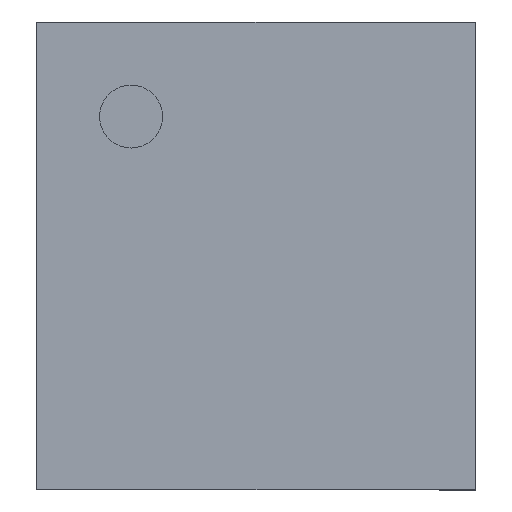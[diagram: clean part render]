
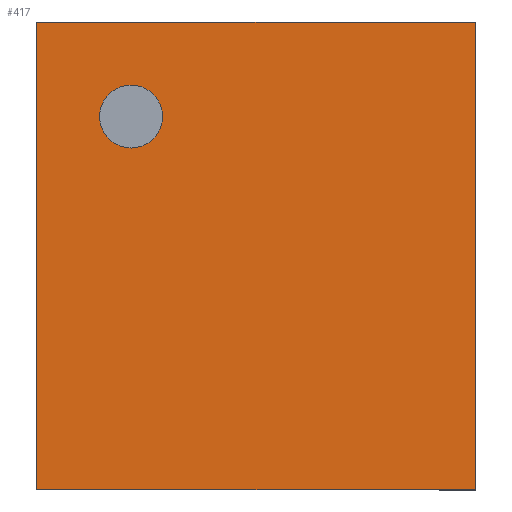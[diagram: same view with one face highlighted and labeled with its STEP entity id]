
A CAD part, top view. The second image highlights one B-rep face of the part: STEP entity #417.
In plain terms, the highlighted planar face has unit normal (0, 0, 1).
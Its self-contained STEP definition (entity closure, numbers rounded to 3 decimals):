
#26=FACE_BOUND('',#124,.T.);
#28=CIRCLE('',#460,0.125);
#88=FACE_OUTER_BOUND('',#123,.T.);
#123=EDGE_LOOP('',(#333,#334,#335,#336));
#124=EDGE_LOOP('',(#337));
#161=LINE('',#692,#187);
#164=LINE('',#698,#190);
#167=LINE('',#704,#193);
#170=LINE('',#708,#196);
#187=VECTOR('',#548,1.);
#190=VECTOR('',#553,1.);
#193=VECTOR('',#558,1.);
#196=VECTOR('',#563,1.);
#207=VERTEX_POINT('',#681);
#210=VERTEX_POINT('',#689);
#211=VERTEX_POINT('',#691);
#213=VERTEX_POINT('',#697);
#215=VERTEX_POINT('',#703);
#250=EDGE_CURVE('',#207,#207,#28,.T.);
#253=EDGE_CURVE('',#211,#210,#161,.T.);
#256=EDGE_CURVE('',#213,#211,#164,.T.);
#259=EDGE_CURVE('',#215,#213,#167,.T.);
#262=EDGE_CURVE('',#210,#215,#170,.T.);
#333=ORIENTED_EDGE('',*,*,#262,.T.);
#334=ORIENTED_EDGE('',*,*,#259,.T.);
#335=ORIENTED_EDGE('',*,*,#256,.T.);
#336=ORIENTED_EDGE('',*,*,#253,.T.);
#337=ORIENTED_EDGE('',*,*,#250,.T.);
#392=PLANE('',#467);
#417=ADVANCED_FACE('',(#88,#26),#392,.T.);
#460=AXIS2_PLACEMENT_3D('',#683,#540,#541);
#467=AXIS2_PLACEMENT_3D('',#710,#566,#567);
#540=DIRECTION('center_axis',(0.,0.,-1.));
#541=DIRECTION('ref_axis',(1.,0.,0.));
#548=DIRECTION('',(0.,-1.,0.));
#553=DIRECTION('',(-1.,0.,0.));
#558=DIRECTION('',(0.,1.,0.));
#563=DIRECTION('',(1.,0.,0.));
#566=DIRECTION('center_axis',(0.,0.,1.));
#567=DIRECTION('ref_axis',(-1.,0.,0.));
#681=CARTESIAN_POINT('',(-0.621,0.553,0.52));
#683=CARTESIAN_POINT('Origin',(-0.496,0.553,0.52));
#689=CARTESIAN_POINT('',(-0.871,-0.928,0.52));
#691=CARTESIAN_POINT('',(-0.871,0.928,0.52));
#692=CARTESIAN_POINT('',(-0.871,-0.928,0.52));
#697=CARTESIAN_POINT('',(0.871,0.928,0.52));
#698=CARTESIAN_POINT('',(-0.871,0.928,0.52));
#703=CARTESIAN_POINT('',(0.87,-0.928,0.52));
#704=CARTESIAN_POINT('',(0.871,0.928,0.52));
#708=CARTESIAN_POINT('',(0.87,-0.928,0.52));
#710=CARTESIAN_POINT('Origin',(0.,0.,
0.52));
